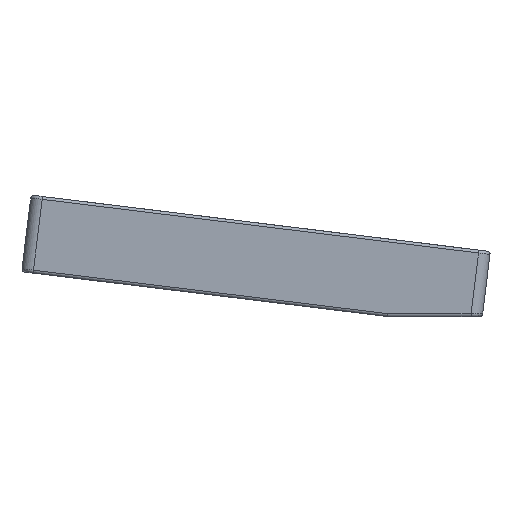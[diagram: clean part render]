
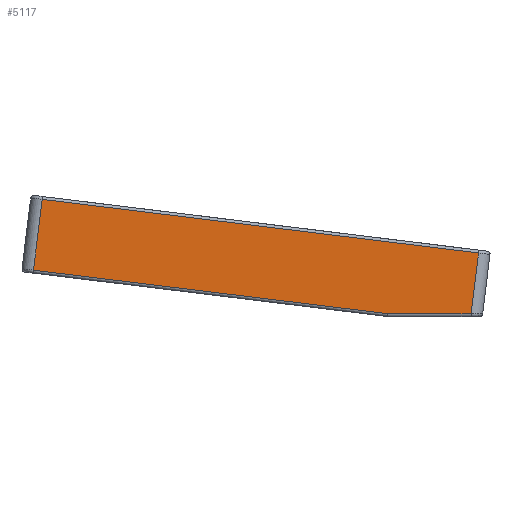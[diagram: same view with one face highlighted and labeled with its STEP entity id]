
A CAD part, left-side view. The second image highlights one B-rep face of the part: STEP entity #5117.
In plain terms, the highlighted planar face has unit normal (-1, 0, 0).
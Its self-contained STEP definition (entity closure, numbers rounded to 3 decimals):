
#245=PLANE('',#5622);
#411=FACE_OUTER_BOUND('',#766,.T.);
#766=EDGE_LOOP('',(#3995,#3996,#3997,#3998,#3999));
#1243=LINE('',#8692,#1673);
#1246=LINE('',#8707,#1676);
#1248=LINE('',#8713,#1678);
#1249=LINE('',#8715,#1679);
#1250=LINE('',#8716,#1680);
#1673=VECTOR('',#6738,10.);
#1676=VECTOR('',#6757,10.);
#1678=VECTOR('',#6763,10.);
#1679=VECTOR('',#6764,10.);
#1680=VECTOR('',#6765,10.);
#2433=VERTEX_POINT('',#8683);
#2435=VERTEX_POINT('',#8689);
#2439=VERTEX_POINT('',#8706);
#2441=VERTEX_POINT('',#8712);
#2442=VERTEX_POINT('',#8714);
#2987=EDGE_CURVE('',#2433,#2435,#1243,.T.);
#2994=EDGE_CURVE('',#2435,#2439,#1246,.T.);
#2997=EDGE_CURVE('',#2441,#2433,#1248,.T.);
#2998=EDGE_CURVE('',#2442,#2441,#1249,.T.);
#2999=EDGE_CURVE('',#2439,#2442,#1250,.T.);
#3995=ORIENTED_EDGE('',*,*,#2987,.F.);
#3996=ORIENTED_EDGE('',*,*,#2997,.F.);
#3997=ORIENTED_EDGE('',*,*,#2998,.F.);
#3998=ORIENTED_EDGE('',*,*,#2999,.F.);
#3999=ORIENTED_EDGE('',*,*,#2994,.F.);
#5117=ADVANCED_FACE('',(#411),#245,.T.);
#5622=AXIS2_PLACEMENT_3D('',#8711,#6761,#6762);
#6738=DIRECTION('',(0.,1.,0.));
#6757=DIRECTION('',(0.,0.993,0.122));
#6761=DIRECTION('center_axis',(-1.,0.,0.));
#6762=DIRECTION('ref_axis',(0.,-0.993,-0.122));
#6763=DIRECTION('',(0.,0.122,-0.993));
#6764=DIRECTION('',(0.,-0.993,-0.122));
#6765=DIRECTION('',(0.,-0.122,0.993));
#8683=CARTESIAN_POINT('',(-7.5,-117.496,0.824));
#8689=CARTESIAN_POINT('',(-7.5,-95.856,0.824));
#8692=CARTESIAN_POINT('',(-7.5,-49.169,0.824));
#8706=CARTESIAN_POINT('',(-7.5,-4.012,12.101));
#8707=CARTESIAN_POINT('',(-7.5,-1.035,12.467));
#8711=CARTESIAN_POINT('Origin',(-7.5,-2.528,24.625));
#8712=CARTESIAN_POINT('',(-7.5,-119.43,16.568));
#8713=CARTESIAN_POINT('',(-7.5,-118.668,10.365));
#8714=CARTESIAN_POINT('',(-7.5,-6.267,30.463));
#8715=CARTESIAN_POINT('',(-7.5,-33.069,27.172));
#8716=CARTESIAN_POINT('',(-7.5,-5.505,24.26));
